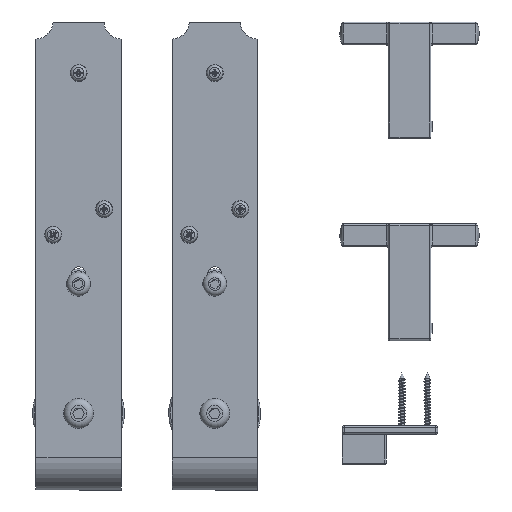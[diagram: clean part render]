
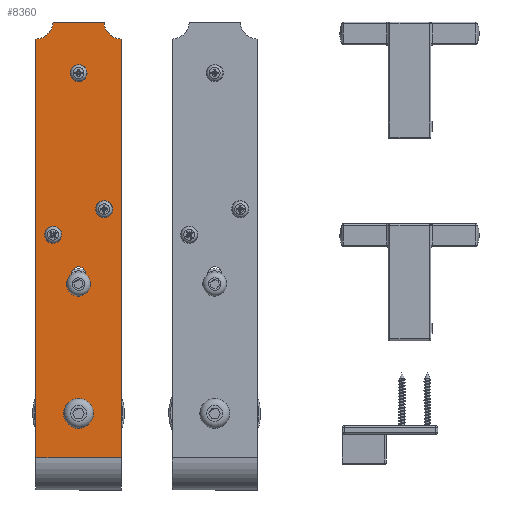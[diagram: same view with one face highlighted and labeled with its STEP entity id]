
A CAD part, front view. The second image highlights one B-rep face of the part: STEP entity #8360.
In plain terms, the highlighted planar face has unit normal (0, -1, 0).
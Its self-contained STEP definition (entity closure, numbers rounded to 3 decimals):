
#620=FACE_BOUND('',#1347,.T.);
#621=FACE_BOUND('',#1348,.T.);
#622=FACE_BOUND('',#1349,.T.);
#623=FACE_BOUND('',#1350,.T.);
#624=FACE_BOUND('',#1351,.T.);
#686=PLANE('',#9309);
#846=FACE_OUTER_BOUND('',#1346,.T.);
#1346=EDGE_LOOP('',(#5553,#5554,#5555,#5556,#5557,#5558));
#1347=EDGE_LOOP('',(#5559,#5560,#5561,#5562));
#1348=EDGE_LOOP('',(#5563));
#1349=EDGE_LOOP('',(#5564));
#1350=EDGE_LOOP('',(#5565));
#1351=EDGE_LOOP('',(#5566));
#1903=LINE('',#13237,#2346);
#1907=LINE('',#13247,#2350);
#1915=LINE('',#13290,#2358);
#1916=LINE('',#13292,#2359);
#1917=LINE('',#13294,#2360);
#1918=LINE('',#13298,#2361);
#2346=VECTOR('',#10463,10.);
#2350=VECTOR('',#10475,10.);
#2358=VECTOR('',#10521,10.);
#2359=VECTOR('',#10522,10.);
#2360=VECTOR('',#10523,10.);
#2361=VECTOR('',#10526,10.);
#2787=CIRCLE('',#9285,4.1);
#2789=CIRCLE('',#9289,4.1);
#2790=CIRCLE('',#9292,3.5);
#2792=CIRCLE('',#9295,3.5);
#2794=CIRCLE('',#9298,3.5);
#2798=CIRCLE('',#9304,5.1);
#2802=CIRCLE('',#9310,10.);
#2803=CIRCLE('',#9311,10.);
#3369=VERTEX_POINT('',#13228);
#3370=VERTEX_POINT('',#13230);
#3372=VERTEX_POINT('',#13236);
#3374=VERTEX_POINT('',#13242);
#3375=VERTEX_POINT('',#13249);
#3377=VERTEX_POINT('',#13255);
#3379=VERTEX_POINT('',#13261);
#3383=VERTEX_POINT('',#13273);
#3389=VERTEX_POINT('',#13288);
#3390=VERTEX_POINT('',#13289);
#3391=VERTEX_POINT('',#13291);
#3392=VERTEX_POINT('',#13293);
#3393=VERTEX_POINT('',#13295);
#3394=VERTEX_POINT('',#13297);
#4216=EDGE_CURVE('',#3370,#3369,#2787,.T.);
#4219=EDGE_CURVE('',#3372,#3370,#1903,.T.);
#4222=EDGE_CURVE('',#3374,#3372,#2789,.T.);
#4225=EDGE_CURVE('',#3369,#3374,#1907,.T.);
#4226=EDGE_CURVE('',#3375,#3375,#2790,.T.);
#4229=EDGE_CURVE('',#3377,#3377,#2792,.T.);
#4232=EDGE_CURVE('',#3379,#3379,#2794,.T.);
#4238=EDGE_CURVE('',#3383,#3383,#2798,.T.);
#4245=EDGE_CURVE('',#3389,#3390,#1915,.T.);
#4246=EDGE_CURVE('',#3390,#3391,#1916,.T.);
#4247=EDGE_CURVE('',#3391,#3392,#1917,.T.);
#4248=EDGE_CURVE('',#3392,#3393,#2802,.T.);
#4249=EDGE_CURVE('',#3393,#3394,#1918,.T.);
#4250=EDGE_CURVE('',#3394,#3389,#2803,.T.);
#5553=ORIENTED_EDGE('',*,*,#4245,.T.);
#5554=ORIENTED_EDGE('',*,*,#4246,.T.);
#5555=ORIENTED_EDGE('',*,*,#4247,.T.);
#5556=ORIENTED_EDGE('',*,*,#4248,.T.);
#5557=ORIENTED_EDGE('',*,*,#4249,.T.);
#5558=ORIENTED_EDGE('',*,*,#4250,.T.);
#5559=ORIENTED_EDGE('',*,*,#4222,.T.);
#5560=ORIENTED_EDGE('',*,*,#4219,.T.);
#5561=ORIENTED_EDGE('',*,*,#4216,.T.);
#5562=ORIENTED_EDGE('',*,*,#4225,.T.);
#5563=ORIENTED_EDGE('',*,*,#4226,.T.);
#5564=ORIENTED_EDGE('',*,*,#4229,.T.);
#5565=ORIENTED_EDGE('',*,*,#4232,.T.);
#5566=ORIENTED_EDGE('',*,*,#4238,.T.);
#8360=ADVANCED_FACE('',(#846,#620,#621,#622,#623,#624),#686,.T.);
#9285=AXIS2_PLACEMENT_3D('',#13231,#10457,#10458);
#9289=AXIS2_PLACEMENT_3D('',#13243,#10469,#10470);
#9292=AXIS2_PLACEMENT_3D('',#13250,#10478,#10479);
#9295=AXIS2_PLACEMENT_3D('',#13256,#10485,#10486);
#9298=AXIS2_PLACEMENT_3D('',#13262,#10492,#10493);
#9304=AXIS2_PLACEMENT_3D('',#13274,#10506,#10507);
#9309=AXIS2_PLACEMENT_3D('',#13287,#10519,#10520);
#9310=AXIS2_PLACEMENT_3D('',#13296,#10524,#10525);
#9311=AXIS2_PLACEMENT_3D('',#13299,#10527,#10528);
#10457=DIRECTION('center_axis',(0.,1.,0.));
#10458=DIRECTION('ref_axis',(0.,0.,1.));
#10463=DIRECTION('',(1.,0.,0.));
#10469=DIRECTION('center_axis',(0.,1.,0.));
#10470=DIRECTION('ref_axis',(0.,0.,-1.));
#10475=DIRECTION('',(-1.,0.,0.));
#10478=DIRECTION('center_axis',(0.,1.,0.));
#10479=DIRECTION('ref_axis',(-1.,0.,0.));
#10485=DIRECTION('center_axis',(0.,1.,0.));
#10486=DIRECTION('ref_axis',(-1.,0.,0.));
#10492=DIRECTION('center_axis',(0.,1.,0.));
#10493=DIRECTION('ref_axis',(-1.,0.,0.));
#10506=DIRECTION('center_axis',(0.,1.,0.));
#10507=DIRECTION('ref_axis',(-1.,0.,0.));
#10519=DIRECTION('center_axis',(0.,-1.,0.));
#10520=DIRECTION('ref_axis',(0.,0.,-1.));
#10521=DIRECTION('',(-1.,0.,0.));
#10522=DIRECTION('',(0.,0.,-1.));
#10523=DIRECTION('',(1.,0.,0.));
#10524=DIRECTION('center_axis',(0.,1.,0.));
#10525=DIRECTION('ref_axis',(0.,0.,1.));
#10526=DIRECTION('',(0.,0.,1.));
#10527=DIRECTION('center_axis',(0.,1.,0.));
#10528=DIRECTION('ref_axis',(-1.,0.,0.));
#13228=CARTESIAN_POINT('',(126.368,0.809,-4.1));
#13230=CARTESIAN_POINT('',(126.368,0.809,4.1));
#13231=CARTESIAN_POINT('Origin',(126.368,0.809,0.));
#13236=CARTESIAN_POINT('',(117.368,0.809,4.1));
#13237=CARTESIAN_POINT('',(200.368,0.809,4.1));
#13242=CARTESIAN_POINT('',(117.368,0.809,-4.1));
#13243=CARTESIAN_POINT('Origin',(117.368,0.809,0.));
#13247=CARTESIAN_POINT('',(195.868,0.809,-4.1));
#13249=CARTESIAN_POINT('',(247.868,0.809,0.));
#13250=CARTESIAN_POINT('Origin',(244.368,0.809,0.));
#13255=CARTESIAN_POINT('',(167.868,0.809,-15.));
#13256=CARTESIAN_POINT('Origin',(164.368,0.809,-15.));
#13261=CARTESIAN_POINT('',(152.868,0.809,15.));
#13262=CARTESIAN_POINT('Origin',(149.368,0.809,15.));
#13273=CARTESIAN_POINT('',(49.468,0.809,0.));
#13274=CARTESIAN_POINT('Origin',(44.368,0.809,0.));
#13287=CARTESIAN_POINT('Origin',(274.368,0.809,0.));
#13288=CARTESIAN_POINT('',(264.368,0.809,25.));
#13289=CARTESIAN_POINT('',(18.368,0.809,25.));
#13290=CARTESIAN_POINT('',(274.368,0.809,25.));
#13291=CARTESIAN_POINT('',(18.368,0.809,-25.));
#13292=CARTESIAN_POINT('',(18.368,0.809,0.));
#13293=CARTESIAN_POINT('',(264.368,0.809,-25.));
#13294=CARTESIAN_POINT('',(274.368,0.809,-25.));
#13295=CARTESIAN_POINT('',(274.368,0.809,-15.));
#13296=CARTESIAN_POINT('Origin',(274.368,0.809,-25.));
#13297=CARTESIAN_POINT('',(274.368,0.809,15.));
#13298=CARTESIAN_POINT('',(274.368,0.809,0.));
#13299=CARTESIAN_POINT('Origin',(274.368,0.809,25.));
